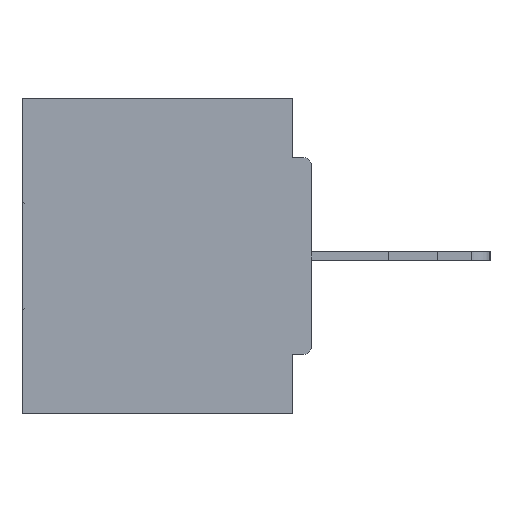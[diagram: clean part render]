
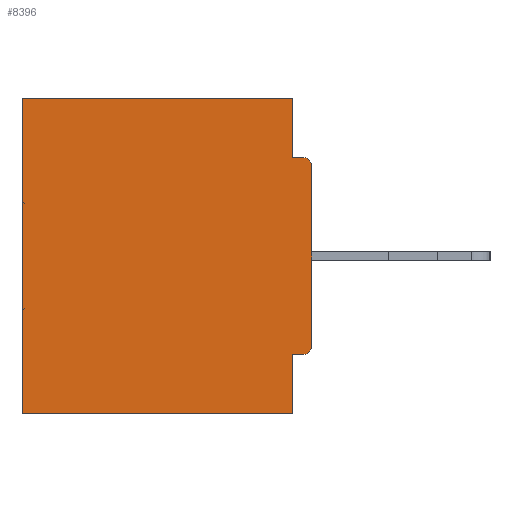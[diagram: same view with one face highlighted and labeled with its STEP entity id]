
A CAD part, left-side view. The second image highlights one B-rep face of the part: STEP entity #8396.
In plain terms, the highlighted planar face has unit normal (-1, 0, 0).
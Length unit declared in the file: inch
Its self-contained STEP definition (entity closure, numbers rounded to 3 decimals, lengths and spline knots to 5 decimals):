
#1327 = VERTEX_POINT ( 'NONE', #30896 ) ;
#2099 = EDGE_CURVE ( 'NONE', #35603, #39019, #36850, .T. ) ;
#2484 = CARTESIAN_POINT ( 'NONE',  ( 0.298, 0.031, -0.5 ) ) ;
#2913 = VECTOR ( 'NONE', #23835, 39.37008 ) ;
#3766 = ORIENTED_EDGE ( 'NONE', *, *, #30756, .T. ) ;
#3792 = CARTESIAN_POINT ( 'NONE',  ( 0.298, 0.015, -0.1085 ) ) ;
#3805 = VERTEX_POINT ( 'NONE', #38488 ) ;
#4552 = DIRECTION ( 'NONE',  ( -1., 0., 0. ) ) ;
#7225 = CARTESIAN_POINT ( 'NONE',  ( 0.298, 0., 0. ) ) ;
#7350 = EDGE_LOOP ( 'NONE', ( #3766, #36866, #9985, #36545, #16947, #29767, #17215, #38649, #36846, #11332 ) ) ;
#7377 = EDGE_CURVE ( 'NONE', #1327, #3805, #9621, .T. ) ;
#8396 = ADVANCED_FACE ( 'NONE', ( #18221 ), #33205, .F. ) ;
#8832 = CARTESIAN_POINT ( 'NONE',  ( 0.298, 0.031, -0.5 ) ) ;
#8918 = CARTESIAN_POINT ( 'NONE',  ( 0.298, 0.015, -0.4065 ) ) ;
#9621 = LINE ( 'NONE', #7225, #14235 ) ;
#9985 = ORIENTED_EDGE ( 'NONE', *, *, #15610, .F. ) ;
#10008 = DIRECTION ( 'NONE',  ( 0., -1., 0. ) ) ;
#10364 = DIRECTION ( 'NONE',  ( 0., 0., -1. ) ) ;
#11332 = ORIENTED_EDGE ( 'NONE', *, *, #7377, .F. ) ;
#11463 = CARTESIAN_POINT ( 'NONE',  ( 0.298, 0.031, 0. ) ) ;
#11764 = LINE ( 'NONE', #2484, #2913 ) ;
#12064 = DIRECTION ( 'NONE',  ( 1., 0., 0. ) ) ;
#12113 = EDGE_CURVE ( 'NONE', #29648, #37217, #34574, .T. ) ;
#12304 = AXIS2_PLACEMENT_3D ( 'NONE', #25384, #37406, #10364 ) ;
#12789 = VERTEX_POINT ( 'NONE', #8832 ) ;
#13744 = CARTESIAN_POINT ( 'NONE',  ( 0.298, 0.015, -0.0935 ) ) ;
#13858 = LINE ( 'NONE', #16013, #35524 ) ;
#14235 = VECTOR ( 'NONE', #34095, 39.37008 ) ;
#14953 = VERTEX_POINT ( 'NONE', #21167 ) ;
#15610 = EDGE_CURVE ( 'NONE', #29648, #35603, #13858, .T. ) ;
#16011 = DIRECTION ( 'NONE',  ( 0., 1., 0. ) ) ;
#16013 = CARTESIAN_POINT ( 'NONE',  ( 0.298, 0.031, -0.5 ) ) ;
#16947 = ORIENTED_EDGE ( 'NONE', *, *, #28129, .T. ) ;
#17214 = CARTESIAN_POINT ( 'NONE',  ( 0.298, 0.46, 0. ) ) ;
#17215 = ORIENTED_EDGE ( 'NONE', *, *, #30152, .F. ) ;
#17393 = VECTOR ( 'NONE', #22921, 39.37008 ) ;
#17422 = CARTESIAN_POINT ( 'NONE',  ( 0.298, 0., 0. ) ) ;
#17581 = EDGE_CURVE ( 'NONE', #20200, #14953, #19507, .T. ) ;
#18221 = FACE_OUTER_BOUND ( 'NONE', #7350, .T. ) ;
#19507 = LINE ( 'NONE', #31710, #29981 ) ;
#20176 = LINE ( 'NONE', #32195, #17393 ) ;
#20200 = VERTEX_POINT ( 'NONE', #8918 ) ;
#21167 = CARTESIAN_POINT ( 'NONE',  ( 0.298, 0.031, -0.4065 ) ) ;
#21744 = VECTOR ( 'NONE', #35096, 39.37008 ) ;
#21776 = CIRCLE ( 'NONE', #12304, 0.015 ) ;
#21889 = CIRCLE ( 'NONE', #30061, 0.015 ) ;
#22341 = CARTESIAN_POINT ( 'NONE',  ( 0.298, 0., 0. ) ) ;
#22921 = DIRECTION ( 'NONE',  ( 0., 0., -1. ) ) ;
#23835 = DIRECTION ( 'NONE',  ( 0., 0., -1. ) ) ;
#25119 = DIRECTION ( 'NONE',  ( 0., 0., -1. ) ) ;
#25384 = CARTESIAN_POINT ( 'NONE',  ( 0.298, 0.015, -0.3915 ) ) ;
#25687 = VERTEX_POINT ( 'NONE', #35214 ) ;
#26931 = CARTESIAN_POINT ( 'NONE',  ( 0.298, 0.031, -0.0935 ) ) ;
#27372 = EDGE_CURVE ( 'NONE', #12789, #25687, #32533, .T. ) ;
#27397 = CARTESIAN_POINT ( 'NONE',  ( 0.298, 0., -0.0935 ) ) ;
#27654 = EDGE_CURVE ( 'NONE', #20200, #3805, #21776, .T. ) ;
#27877 = DIRECTION ( 'NONE',  ( 0., 0., -1. ) ) ;
#28129 = EDGE_CURVE ( 'NONE', #37217, #25687, #20176, .T. ) ;
#28360 = DIRECTION ( 'NONE',  ( 0., 1., 0. ) ) ;
#29564 = VECTOR ( 'NONE', #16011, 39.37008 ) ;
#29648 = VERTEX_POINT ( 'NONE', #11463 ) ;
#29767 = ORIENTED_EDGE ( 'NONE', *, *, #27372, .F. ) ;
#29981 = VECTOR ( 'NONE', #28360, 39.37008 ) ;
#30061 = AXIS2_PLACEMENT_3D ( 'NONE', #3792, #4552, #27877 ) ;
#30152 = EDGE_CURVE ( 'NONE', #14953, #12789, #11764, .T. ) ;
#30756 = EDGE_CURVE ( 'NONE', #1327, #39019, #21889, .T. ) ;
#30896 = CARTESIAN_POINT ( 'NONE',  ( 0.298, 0., -0.1085 ) ) ;
#31710 = CARTESIAN_POINT ( 'NONE',  ( 0.298, 0., -0.4065 ) ) ;
#32195 = CARTESIAN_POINT ( 'NONE',  ( 0.298, 0.46, 0. ) ) ;
#32507 = AXIS2_PLACEMENT_3D ( 'NONE', #17422, #12064, #35557 ) ;
#32533 = LINE ( 'NONE', #35287, #21744 ) ;
#33205 = PLANE ( 'NONE',  #32507 ) ;
#34095 = DIRECTION ( 'NONE',  ( 0., 0., -1. ) ) ;
#34574 = LINE ( 'NONE', #22341, #29564 ) ;
#35096 = DIRECTION ( 'NONE',  ( 0., 1., 0. ) ) ;
#35214 = CARTESIAN_POINT ( 'NONE',  ( 0.298, 0.46, -0.5 ) ) ;
#35287 = CARTESIAN_POINT ( 'NONE',  ( 0.298, 0., -0.5 ) ) ;
#35524 = VECTOR ( 'NONE', #25119, 39.37008 ) ;
#35557 = DIRECTION ( 'NONE',  ( 0., 0., -1. ) ) ;
#35603 = VERTEX_POINT ( 'NONE', #26931 ) ;
#36545 = ORIENTED_EDGE ( 'NONE', *, *, #12113, .T. ) ;
#36671 = VECTOR ( 'NONE', #10008, 39.37008 ) ;
#36846 = ORIENTED_EDGE ( 'NONE', *, *, #27654, .T. ) ;
#36850 = LINE ( 'NONE', #27397, #36671 ) ;
#36866 = ORIENTED_EDGE ( 'NONE', *, *, #2099, .F. ) ;
#37217 = VERTEX_POINT ( 'NONE', #17214 ) ;
#37406 = DIRECTION ( 'NONE',  ( -1., 0., 0. ) ) ;
#38488 = CARTESIAN_POINT ( 'NONE',  ( 0.298, 0., -0.3915 ) ) ;
#38649 = ORIENTED_EDGE ( 'NONE', *, *, #17581, .F. ) ;
#39019 = VERTEX_POINT ( 'NONE', #13744 ) ;
